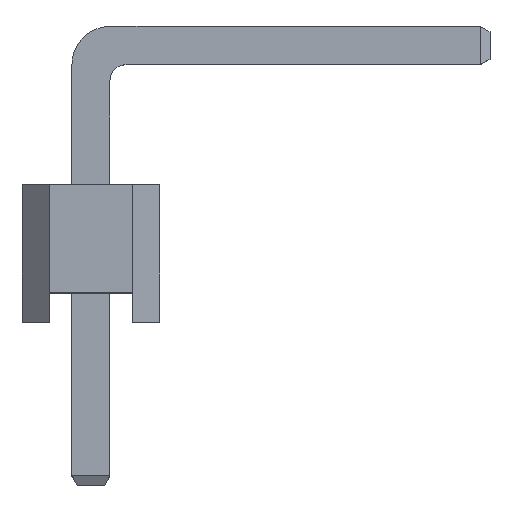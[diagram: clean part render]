
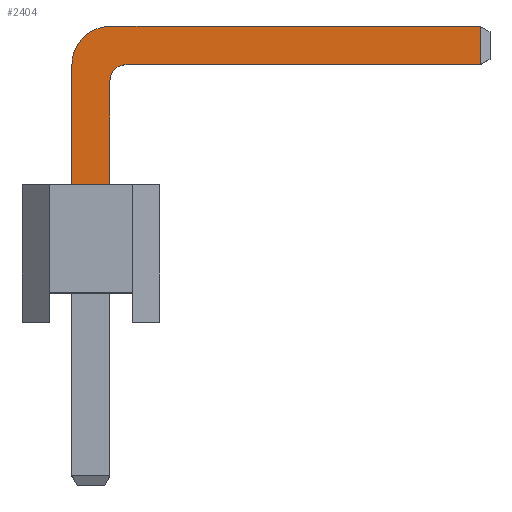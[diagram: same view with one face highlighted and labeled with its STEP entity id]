
A CAD part, top view. The second image highlights one B-rep face of the part: STEP entity #2404.
In plain terms, the highlighted planar face has unit normal (0, 0, 1).
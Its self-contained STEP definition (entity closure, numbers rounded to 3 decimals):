
#5 = DIRECTION ( 'NONE',  ( -1., 0., 0. ) ) ;
#72 = DIRECTION ( 'NONE',  ( 0., -1., 0. ) ) ;
#127 = DIRECTION ( 'NONE',  ( 0., 0., -1. ) ) ;
#179 = LINE ( 'NONE', #2449, #1831 ) ;
#215 = CARTESIAN_POINT ( 'NONE',  ( 0.35, 5.45, 0.35 ) ) ;
#221 = EDGE_CURVE ( 'NONE', #819, #1327, #1166, .T. ) ;
#257 = DIRECTION ( 'NONE',  ( -1., 0., 0. ) ) ;
#288 = VECTOR ( 'NONE', #72, 1000. ) ;
#349 = VERTEX_POINT ( 'NONE', #1989 ) ;
#426 = CARTESIAN_POINT ( 'NONE',  ( 0.65, 4.75, 0.35 ) ) ;
#432 = LINE ( 'NONE', #215, #288 ) ;
#447 = EDGE_LOOP ( 'NONE', ( #520, #2246, #481, #1362, #847, #2344, #1310, #1854 ) ) ;
#481 = ORIENTED_EDGE ( 'NONE', *, *, #1560, .T. ) ;
#518 = DIRECTION ( 'NONE',  ( 1., 0., 0. ) ) ;
#520 = ORIENTED_EDGE ( 'NONE', *, *, #1305, .T. ) ;
#562 = VECTOR ( 'NONE', #1491, 1000. ) ;
#685 = DIRECTION ( 'NONE',  ( 0., 0., -1. ) ) ;
#708 = CARTESIAN_POINT ( 'NONE',  ( 7.177, 4.75, 0.35 ) ) ;
#731 = CARTESIAN_POINT ( 'NONE',  ( -0.35, 4.75, 0.35 ) ) ;
#756 = DIRECTION ( 'NONE',  ( 0., 1., 0. ) ) ;
#779 = VERTEX_POINT ( 'NONE', #1242 ) ;
#819 = VERTEX_POINT ( 'NONE', #708 ) ;
#847 = ORIENTED_EDGE ( 'NONE', *, *, #2260, .T. ) ;
#920 = LINE ( 'NONE', #1865, #562 ) ;
#924 = CIRCLE ( 'NONE', #1248, 0.7 ) ;
#994 = VECTOR ( 'NONE', #518, 1000. ) ;
#1003 = DIRECTION ( 'NONE',  ( 0., -1., 0. ) ) ;
#1016 = VERTEX_POINT ( 'NONE', #1602 ) ;
#1038 = CARTESIAN_POINT ( 'NONE',  ( 0.35, 5.45, 0.35 ) ) ;
#1139 = EDGE_CURVE ( 'NONE', #2400, #349, #432, .T. ) ;
#1155 = EDGE_CURVE ( 'NONE', #1395, #1578, #924, .T. ) ;
#1166 = LINE ( 'NONE', #1521, #1949 ) ;
#1188 = EDGE_CURVE ( 'NONE', #1395, #779, #2402, .T. ) ;
#1194 = CARTESIAN_POINT ( 'NONE',  ( 0.35, 4.75, 0.35 ) ) ;
#1242 = CARTESIAN_POINT ( 'NONE',  ( 7.177, 5.45, 0.35 ) ) ;
#1248 = AXIS2_PLACEMENT_3D ( 'NONE', #1194, #2118, #257 ) ;
#1305 = EDGE_CURVE ( 'NONE', #1016, #349, #920, .T. ) ;
#1307 = CARTESIAN_POINT ( 'NONE',  ( 0.65, 4.45, 0.35 ) ) ;
#1310 = ORIENTED_EDGE ( 'NONE', *, *, #1155, .T. ) ;
#1327 = VERTEX_POINT ( 'NONE', #426 ) ;
#1362 = ORIENTED_EDGE ( 'NONE', *, *, #221, .F. ) ;
#1395 = VERTEX_POINT ( 'NONE', #1038 ) ;
#1421 = PLANE ( 'NONE',  #2248 ) ;
#1472 = CARTESIAN_POINT ( 'NONE',  ( 0.35, 4.45, 0.35 ) ) ;
#1491 = DIRECTION ( 'NONE',  ( 1., 0., 0. ) ) ;
#1521 = CARTESIAN_POINT ( 'NONE',  ( 7.35, 4.75, 0.35 ) ) ;
#1560 = EDGE_CURVE ( 'NONE', #2400, #1327, #1872, .T. ) ;
#1578 = VERTEX_POINT ( 'NONE', #731 ) ;
#1602 = CARTESIAN_POINT ( 'NONE',  ( -0.35, 2.54, 0.35 ) ) ;
#1654 = DIRECTION ( 'NONE',  ( -1., 0., 0. ) ) ;
#1784 = CARTESIAN_POINT ( 'NONE',  ( -0.35, 5.45, 0.35 ) ) ;
#1815 = FACE_OUTER_BOUND ( 'NONE', #447, .T. ) ;
#1831 = VECTOR ( 'NONE', #756, 1000. ) ;
#1853 = CARTESIAN_POINT ( 'NONE',  ( 0.35, 5.45, 0.35 ) ) ;
#1854 = ORIENTED_EDGE ( 'NONE', *, *, #2317, .T. ) ;
#1865 = CARTESIAN_POINT ( 'NONE',  ( 0.35, 2.54, 0.35 ) ) ;
#1872 = CIRCLE ( 'NONE', #2382, 0.3 ) ;
#1947 = VECTOR ( 'NONE', #1003, 1000. ) ;
#1949 = VECTOR ( 'NONE', #5, 1000. ) ;
#1989 = CARTESIAN_POINT ( 'NONE',  ( 0.35, 2.54, 0.35 ) ) ;
#2118 = DIRECTION ( 'NONE',  ( 0., 0., 1. ) ) ;
#2194 = DIRECTION ( 'NONE',  ( -1., 0., 0. ) ) ;
#2217 = CARTESIAN_POINT ( 'NONE',  ( 0.35, 5.45, 0.35 ) ) ;
#2246 = ORIENTED_EDGE ( 'NONE', *, *, #1139, .F. ) ;
#2248 = AXIS2_PLACEMENT_3D ( 'NONE', #1853, #685, #2194 ) ;
#2260 = EDGE_CURVE ( 'NONE', #819, #779, #179, .T. ) ;
#2299 = LINE ( 'NONE', #1784, #1947 ) ;
#2317 = EDGE_CURVE ( 'NONE', #1578, #1016, #2299, .T. ) ;
#2344 = ORIENTED_EDGE ( 'NONE', *, *, #1188, .F. ) ;
#2382 = AXIS2_PLACEMENT_3D ( 'NONE', #1307, #127, #1654 ) ;
#2400 = VERTEX_POINT ( 'NONE', #1472 ) ;
#2402 = LINE ( 'NONE', #2217, #994 ) ;
#2404 = ADVANCED_FACE ( 'NONE', ( #1815 ), #1421, .F. ) ;
#2449 = CARTESIAN_POINT ( 'NONE',  ( 7.177, 5.45, 0.35 ) ) ;
